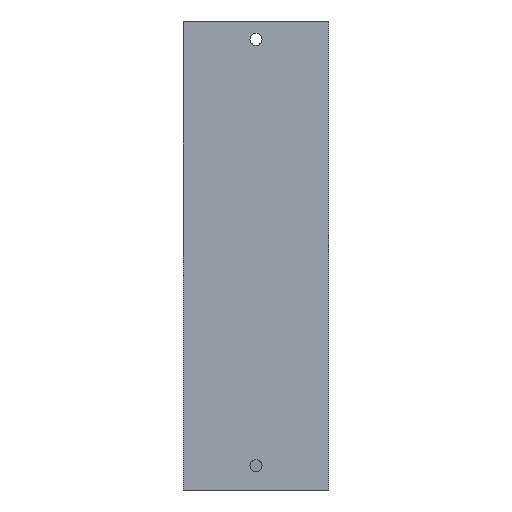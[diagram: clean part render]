
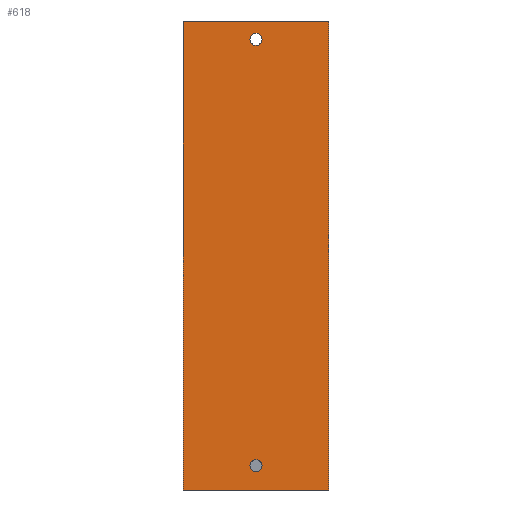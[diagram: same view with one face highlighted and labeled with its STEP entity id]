
A CAD part, left-side view. The second image highlights one B-rep face of the part: STEP entity #618.
In plain terms, the highlighted planar face has unit normal (-1, 0, 0).
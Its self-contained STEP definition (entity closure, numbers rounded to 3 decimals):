
#23=FACE_BOUND('',#118,.T.);
#24=FACE_BOUND('',#119,.T.);
#36=PLANE('',#693);
#81=FACE_OUTER_BOUND('',#117,.T.);
#117=EDGE_LOOP('',(#537,#538,#539,#540));
#118=EDGE_LOOP('',(#541));
#119=EDGE_LOOP('',(#542));
#141=LINE('',#1107,#193);
#172=LINE('',#1211,#224);
#173=LINE('',#1214,#225);
#174=LINE('',#1215,#226);
#193=VECTOR('',#747,10.);
#224=VECTOR('',#856,10.);
#225=VECTOR('',#859,10.);
#226=VECTOR('',#860,10.);
#235=CIRCLE('',#644,1.75);
#236=CIRCLE('',#647,1.75);
#269=VERTEX_POINT('',#897);
#277=VERTEX_POINT('',#1085);
#285=VERTEX_POINT('',#1104);
#286=VERTEX_POINT('',#1106);
#320=VERTEX_POINT('',#1209);
#321=VERTEX_POINT('',#1213);
#329=EDGE_CURVE('',#269,#269,#235,.T.);
#339=EDGE_CURVE('',#277,#277,#236,.T.);
#349=EDGE_CURVE('',#285,#286,#141,.T.);
#402=EDGE_CURVE('',#285,#320,#172,.T.);
#403=EDGE_CURVE('',#321,#320,#173,.T.);
#404=EDGE_CURVE('',#286,#321,#174,.T.);
#537=ORIENTED_EDGE('',*,*,#402,.T.);
#538=ORIENTED_EDGE('',*,*,#403,.F.);
#539=ORIENTED_EDGE('',*,*,#404,.F.);
#540=ORIENTED_EDGE('',*,*,#349,.F.);
#541=ORIENTED_EDGE('',*,*,#339,.T.);
#542=ORIENTED_EDGE('',*,*,#329,.T.);
#618=ADVANCED_FACE('',(#81,#23,#24),#36,.T.);
#644=AXIS2_PLACEMENT_3D('',#898,#716,#717);
#647=AXIS2_PLACEMENT_3D('',#1086,#728,#729);
#693=AXIS2_PLACEMENT_3D('',#1212,#857,#858);
#716=DIRECTION('center_axis',(1.,0.,0.));
#717=DIRECTION('ref_axis',(0.,0.,-1.));
#728=DIRECTION('center_axis',(1.,0.,0.));
#729=DIRECTION('ref_axis',(0.,0.,-1.));
#747=DIRECTION('',(0.,0.,-1.));
#856=DIRECTION('',(0.,1.,0.));
#857=DIRECTION('center_axis',(-1.,0.,0.));
#858=DIRECTION('ref_axis',(0.,0.,1.));
#859=DIRECTION('',(0.,0.,1.));
#860=DIRECTION('',(0.,1.,0.));
#897=CARTESIAN_POINT('',(-79.,0.,131.75));
#898=CARTESIAN_POINT('Origin',(-79.,0.,130.));
#1085=CARTESIAN_POINT('',(-79.,0.,8.75));
#1086=CARTESIAN_POINT('Origin',(-79.,0.,7.));
#1104=CARTESIAN_POINT('',(-79.,-21.,135.));
#1106=CARTESIAN_POINT('',(-79.,-21.,0.));
#1107=CARTESIAN_POINT('',(-79.,-21.,0.));
#1209=CARTESIAN_POINT('',(-79.,21.,135.));
#1211=CARTESIAN_POINT('',(-79.,0.,135.));
#1212=CARTESIAN_POINT('Origin',(-79.,0.,0.));
#1213=CARTESIAN_POINT('',(-79.,21.,0.));
#1214=CARTESIAN_POINT('',(-79.,21.,0.));
#1215=CARTESIAN_POINT('',(-79.,0.,0.));
